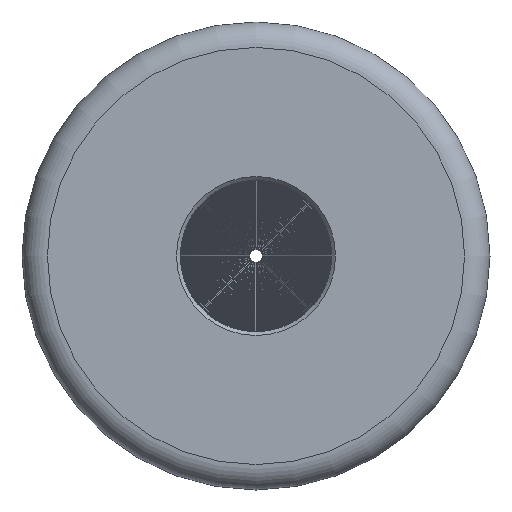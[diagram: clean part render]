
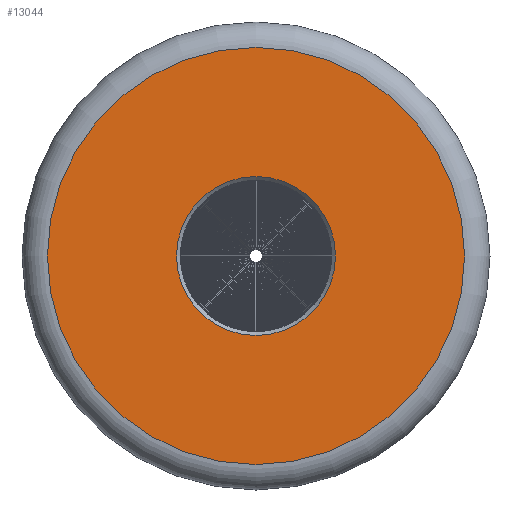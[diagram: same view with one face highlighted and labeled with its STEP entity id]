
A CAD part, left-side view. The second image highlights one B-rep face of the part: STEP entity #13044.
In plain terms, the highlighted planar face has unit normal (-1, 0, 0).
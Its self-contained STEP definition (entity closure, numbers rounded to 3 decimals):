
#1012=FACE_BOUND('',#4020,.T.);
#1015=PLANE('',#14078);
#3016=FACE_OUTER_BOUND('',#4019,.T.);
#4019=EDGE_LOOP('',(#9050));
#4020=EDGE_LOOP('',(#9051));
#5027=CIRCLE('',#14077,1.64);
#5028=CIRCLE('',#14079,0.625);
#6031=VERTEX_POINT('',#21107);
#6032=VERTEX_POINT('',#21111);
#7038=EDGE_CURVE('',#6031,#6031,#5027,.T.);
#7039=EDGE_CURVE('',#6032,#6032,#5028,.T.);
#9050=ORIENTED_EDGE('',*,*,#7038,.F.);
#9051=ORIENTED_EDGE('',*,*,#7039,.T.);
#13044=ADVANCED_FACE('',(#3016,#1012),#1015,.T.);
#14077=AXIS2_PLACEMENT_3D('',#21109,#16100,#16101);
#14078=AXIS2_PLACEMENT_3D('',#21110,#16102,#16103);
#14079=AXIS2_PLACEMENT_3D('',#21112,#16104,#16105);
#16100=DIRECTION('center_axis',(1.,0.,0.));
#16101=DIRECTION('ref_axis',(0.,-1.,0.));
#16102=DIRECTION('center_axis',(-1.,0.,0.));
#16103=DIRECTION('ref_axis',(0.,0.,1.));
#16104=DIRECTION('center_axis',(1.,0.,0.));
#16105=DIRECTION('ref_axis',(0.,1.,0.));
#21107=CARTESIAN_POINT('',(0.,0.,1.64));
#21109=CARTESIAN_POINT('Origin',(0.,0.,0.));
#21110=CARTESIAN_POINT('Origin',(0.,1.84,0.));
#21111=CARTESIAN_POINT('',(0.,-0.625,0.));
#21112=CARTESIAN_POINT('Origin',(0.,0.,0.));
